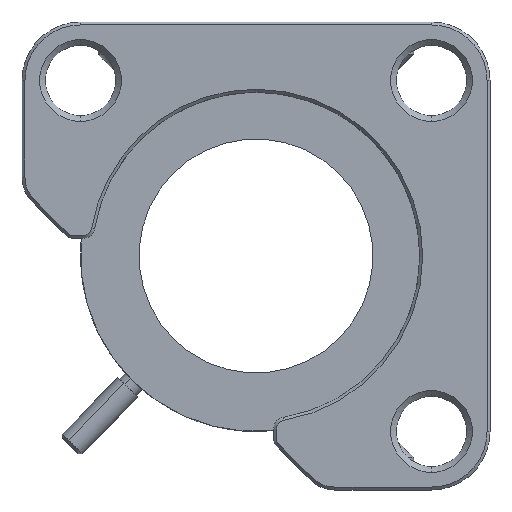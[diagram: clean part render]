
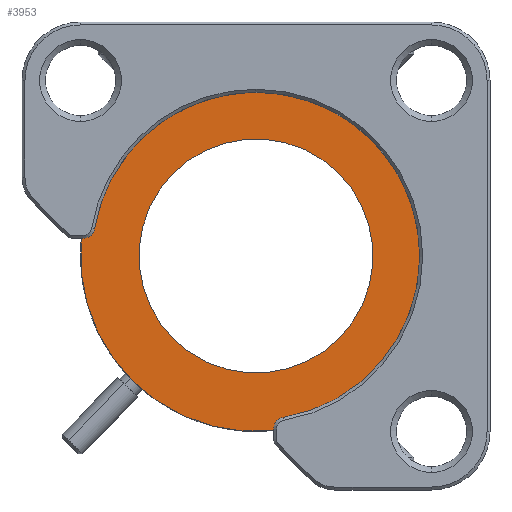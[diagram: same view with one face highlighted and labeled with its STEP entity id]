
A CAD part, left-side view. The second image highlights one B-rep face of the part: STEP entity #3953.
In plain terms, the highlighted planar face has unit normal (-1, 0, 0).
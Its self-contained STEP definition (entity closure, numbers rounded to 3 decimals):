
#51 = CARTESIAN_POINT ( 'NONE',  ( -2.488, 0., 0. ) ) ;
#163 = DIRECTION ( 'NONE',  ( 0., 0.716, 0.699 ) ) ;
#290 = DIRECTION ( 'NONE',  ( 0., 0.716, 0.699 ) ) ;
#380 = EDGE_CURVE ( 'NONE', #3170, #4411, #763, .T. ) ;
#613 = PLANE ( 'NONE',  #683 ) ;
#683 = AXIS2_PLACEMENT_3D ( 'NONE', #4299, #1407, #6213 ) ;
#763 = CIRCLE ( 'NONE', #3623, 10. ) ;
#1180 = FACE_BOUND ( 'NONE', #2274, .T. ) ;
#1407 = DIRECTION ( 'NONE',  ( 1., 0., 0. ) ) ;
#1470 = CARTESIAN_POINT ( 'NONE',  ( -2.488, 0., 0. ) ) ;
#1554 = CARTESIAN_POINT ( 'NONE',  ( -2.488, -7.155, -6.986 ) ) ;
#1670 = EDGE_CURVE ( 'NONE', #5945, #6808, #3886, .T. ) ;
#2024 = CARTESIAN_POINT ( 'NONE',  ( -2.488, 0., 0. ) ) ;
#2274 = EDGE_LOOP ( 'NONE', ( #5099, #3271 ) ) ;
#2564 = DIRECTION ( 'NONE',  ( -1., 0., 0. ) ) ;
#2573 = ORIENTED_EDGE ( 'NONE', *, *, #7542, .F. ) ;
#2812 = DIRECTION ( 'NONE',  ( 0., -0.716, -0.699 ) ) ;
#2847 = EDGE_CURVE ( 'NONE', #4411, #3170, #6385, .T. ) ;
#3009 = CARTESIAN_POINT ( 'NONE',  ( -2.488, -10.733, -10.478 ) ) ;
#3046 = AXIS2_PLACEMENT_3D ( 'NONE', #1470, #5139, #290 ) ;
#3166 = CARTESIAN_POINT ( 'NONE',  ( -2.488, 7.155, 6.986 ) ) ;
#3170 = VERTEX_POINT ( 'NONE', #1554 ) ;
#3271 = ORIENTED_EDGE ( 'NONE', *, *, #380, .F. ) ;
#3349 = ORIENTED_EDGE ( 'NONE', *, *, #1670, .F. ) ;
#3623 = AXIS2_PLACEMENT_3D ( 'NONE', #2024, #2564, #163 ) ;
#3755 = DIRECTION ( 'NONE',  ( 0., -0.716, -0.699 ) ) ;
#3886 = CIRCLE ( 'NONE', #7731, 15. ) ;
#3887 = CARTESIAN_POINT ( 'NONE',  ( -2.488, 10.733, 10.478 ) ) ;
#3949 = CARTESIAN_POINT ( 'NONE',  ( -2.488, 0., 0. ) ) ;
#3953 = ADVANCED_FACE ( 'NONE', ( #1180, #5581 ), #613, .F. ) ;
#4299 = CARTESIAN_POINT ( 'NONE',  ( -2.488, 0., 0. ) ) ;
#4411 = VERTEX_POINT ( 'NONE', #3166 ) ;
#5099 = ORIENTED_EDGE ( 'NONE', *, *, #2847, .F. ) ;
#5139 = DIRECTION ( 'NONE',  ( -1., 0., 0. ) ) ;
#5455 = DIRECTION ( 'NONE',  ( 1., 0., 0. ) ) ;
#5581 = FACE_OUTER_BOUND ( 'NONE', #7748, .T. ) ;
#5655 = AXIS2_PLACEMENT_3D ( 'NONE', #3949, #5749, #2812 ) ;
#5749 = DIRECTION ( 'NONE',  ( 1., 0., 0. ) ) ;
#5945 = VERTEX_POINT ( 'NONE', #3887 ) ;
#6213 = DIRECTION ( 'NONE',  ( 0., -0.716, -0.699 ) ) ;
#6385 = CIRCLE ( 'NONE', #3046, 10. ) ;
#6808 = VERTEX_POINT ( 'NONE', #3009 ) ;
#7123 = CIRCLE ( 'NONE', #5655, 15. ) ;
#7542 = EDGE_CURVE ( 'NONE', #6808, #5945, #7123, .T. ) ;
#7731 = AXIS2_PLACEMENT_3D ( 'NONE', #51, #5455, #3755 ) ;
#7748 = EDGE_LOOP ( 'NONE', ( #3349, #2573 ) ) ;
